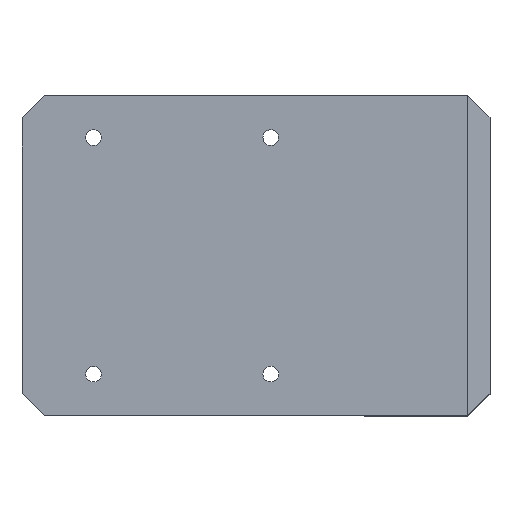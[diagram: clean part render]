
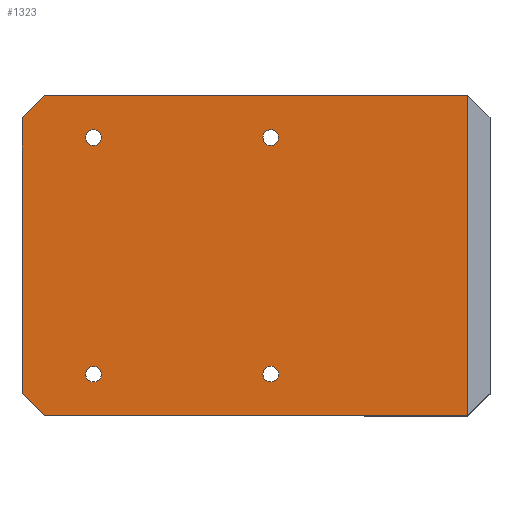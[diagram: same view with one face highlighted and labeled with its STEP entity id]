
A CAD part, top view. The second image highlights one B-rep face of the part: STEP entity #1323.
In plain terms, the highlighted planar face has unit normal (0, 0, 1).
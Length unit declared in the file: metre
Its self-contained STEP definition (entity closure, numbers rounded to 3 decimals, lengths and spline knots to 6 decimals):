
#24=CIRCLE('',#1418,0.0016);
#25=CIRCLE('',#1419,0.0016);
#26=CIRCLE('',#1420,0.0016);
#27=CIRCLE('',#1421,0.0016);
#136=ORIENTED_EDGE('',*,*,#506,.T.);
#137=ORIENTED_EDGE('',*,*,#507,.T.);
#138=ORIENTED_EDGE('',*,*,#508,.T.);
#139=ORIENTED_EDGE('',*,*,#509,.T.);
#140=ORIENTED_EDGE('',*,*,#408,.F.);
#141=ORIENTED_EDGE('',*,*,#510,.T.);
#142=ORIENTED_EDGE('',*,*,#448,.T.);
#143=ORIENTED_EDGE('',*,*,#511,.T.);
#144=ORIENTED_EDGE('',*,*,#498,.F.);
#145=ORIENTED_EDGE('',*,*,#512,.T.);
#408=EDGE_CURVE('',#593,#594,#715,.T.);
#448=EDGE_CURVE('',#633,#634,#755,.T.);
#498=EDGE_CURVE('',#683,#684,#801,.T.);
#506=EDGE_CURVE('',#691,#691,#24,.T.);
#507=EDGE_CURVE('',#692,#692,#25,.T.);
#508=EDGE_CURVE('',#693,#693,#26,.T.);
#509=EDGE_CURVE('',#694,#694,#27,.T.);
#510=EDGE_CURVE('',#593,#633,#809,.T.);
#511=EDGE_CURVE('',#634,#684,#810,.T.);
#512=EDGE_CURVE('',#683,#594,#811,.F.);
#593=VERTEX_POINT('',#1864);
#594=VERTEX_POINT('',#1866);
#633=VERTEX_POINT('',#1946);
#634=VERTEX_POINT('',#1947);
#683=VERTEX_POINT('',#2048);
#684=VERTEX_POINT('',#2049);
#691=VERTEX_POINT('',#2066);
#692=VERTEX_POINT('',#2068);
#693=VERTEX_POINT('',#2070);
#694=VERTEX_POINT('',#2072);
#715=LINE('',#1865,#884);
#755=LINE('',#1945,#924);
#801=LINE('',#2047,#970);
#809=LINE('',#2073,#978);
#810=LINE('',#2074,#979);
#811=LINE('',#2075,#980);
#884=VECTOR('',#1507,1.);
#924=VECTOR('',#1549,1.);
#970=VECTOR('',#1607,1.);
#978=VECTOR('',#1627,1.);
#979=VECTOR('',#1628,1.);
#980=VECTOR('',#1629,1.);
#1062=EDGE_LOOP('',(#136));
#1063=EDGE_LOOP('',(#137));
#1064=EDGE_LOOP('',(#138));
#1065=EDGE_LOOP('',(#139));
#1066=EDGE_LOOP('',(#140,#141,#142,#143,#144,#145));
#1161=FACE_BOUND('',#1062,.T.);
#1162=FACE_BOUND('',#1063,.T.);
#1163=FACE_BOUND('',#1064,.T.);
#1164=FACE_BOUND('',#1065,.T.);
#1165=FACE_BOUND('',#1066,.T.);
#1254=PLANE('',#1417);
#1323=ADVANCED_FACE('',(#1161,#1162,#1163,#1164,#1165),#1254,.T.);
#1417=AXIS2_PLACEMENT_3D('',#2064,#1617,#1618);
#1418=AXIS2_PLACEMENT_3D('',#2065,#1619,#1620);
#1419=AXIS2_PLACEMENT_3D('',#2067,#1621,#1622);
#1420=AXIS2_PLACEMENT_3D('',#2069,#1623,#1624);
#1421=AXIS2_PLACEMENT_3D('',#2071,#1625,#1626);
#1507=DIRECTION('',(-1.,0.,0.));
#1549=DIRECTION('',(-1.,0.,0.));
#1607=DIRECTION('',(0.,1.,0.));
#1617=DIRECTION('',(0.,0.,1.));
#1618=DIRECTION('',(1.,0.,0.));
#1619=DIRECTION('',(0.,0.,-1.));
#1620=DIRECTION('',(-1.,0.,0.));
#1621=DIRECTION('',(0.,0.,-1.));
#1622=DIRECTION('',(-1.,0.,0.));
#1623=DIRECTION('',(0.,0.,-1.));
#1624=DIRECTION('',(-1.,0.,0.));
#1625=DIRECTION('',(0.,0.,-1.));
#1626=DIRECTION('',(-1.,0.,0.));
#1627=DIRECTION('',(0.,1.,0.));
#1628=DIRECTION('',(-0.707,-0.707,0.));
#1629=DIRECTION('',(-0.707,0.707,0.));
#1864=CARTESIAN_POINT('',(0.058,-0.0325,0.01));
#1865=CARTESIAN_POINT('',(0.,-0.0325,0.01));
#1866=CARTESIAN_POINT('',(-0.028,-0.0325,0.01));
#1945=CARTESIAN_POINT('',(0.,0.0325,0.01));
#1946=CARTESIAN_POINT('',(0.058,0.0325,0.01));
#1947=CARTESIAN_POINT('',(-0.028,0.0325,0.01));
#2047=CARTESIAN_POINT('',(-0.0325,0.,0.01));
#2048=CARTESIAN_POINT('',(-0.0325,-0.028,0.01));
#2049=CARTESIAN_POINT('',(-0.0325,0.028,0.01));
#2064=CARTESIAN_POINT('',(0.015,0.,0.01));
#2065=CARTESIAN_POINT('',(0.018,0.024,0.01));
#2066=CARTESIAN_POINT('',(0.0164,0.024,0.01));
#2067=CARTESIAN_POINT('',(-0.018,-0.024,0.01));
#2068=CARTESIAN_POINT('',(-0.0196,-0.024,0.01));
#2069=CARTESIAN_POINT('',(0.018,-0.024,0.01));
#2070=CARTESIAN_POINT('',(0.0164,-0.024,0.01));
#2071=CARTESIAN_POINT('',(-0.018,0.024,0.01));
#2072=CARTESIAN_POINT('',(-0.0196,0.024,0.01));
#2073=CARTESIAN_POINT('',(0.058,0.,0.01));
#2074=CARTESIAN_POINT('',(-0.02275,0.03775,0.01));
#2075=CARTESIAN_POINT('',(-0.02275,-0.03775,0.01));
